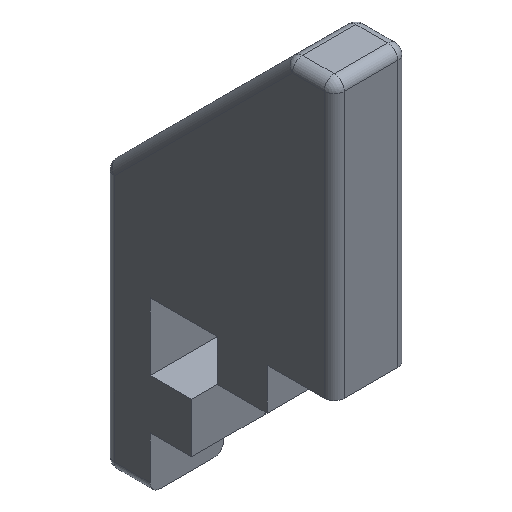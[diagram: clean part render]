
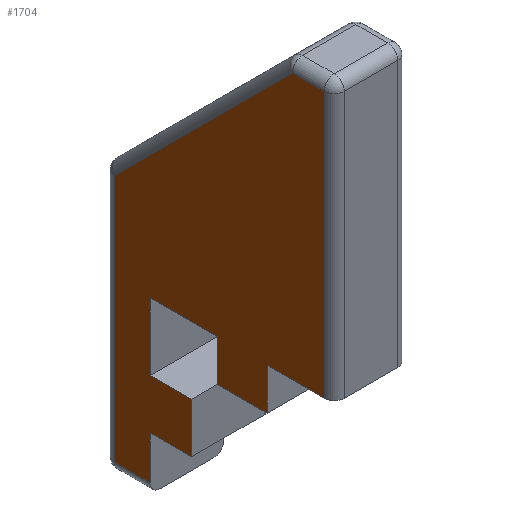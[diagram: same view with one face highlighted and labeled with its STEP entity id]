
A CAD part, isometric view. The second image highlights one B-rep face of the part: STEP entity #1704.
In plain terms, the highlighted planar face has unit normal (-1, 0, 0).
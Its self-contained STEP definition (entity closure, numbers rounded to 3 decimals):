
#54 = DIRECTION ( 'NONE',  ( 0., 0.707, -0.707 ) ) ;
#61 = VERTEX_POINT ( 'NONE', #634 ) ;
#77 = DIRECTION ( 'NONE',  ( 0., 1., 0. ) ) ;
#136 = VECTOR ( 'NONE', #921, 1000. ) ;
#163 = EDGE_CURVE ( 'NONE', #61, #2531, #1776, .T. ) ;
#296 = VECTOR ( 'NONE', #370, 1000. ) ;
#299 = DIRECTION ( 'NONE',  ( 0., -1., 0. ) ) ;
#341 = VECTOR ( 'NONE', #2301, 1000. ) ;
#370 = DIRECTION ( 'NONE',  ( 0., 0., 1. ) ) ;
#381 = VERTEX_POINT ( 'NONE', #1031 ) ;
#425 = VECTOR ( 'NONE', #2924, 1000. ) ;
#469 = CARTESIAN_POINT ( 'NONE',  ( 135., 10., -2.7 ) ) ;
#495 = VERTEX_POINT ( 'NONE', #1343 ) ;
#507 = CARTESIAN_POINT ( 'NONE',  ( 135., 10., -2.7 ) ) ;
#554 = CARTESIAN_POINT ( 'NONE',  ( 135., 13.9, 0. ) ) ;
#578 = ORIENTED_EDGE ( 'NONE', *, *, #2820, .T. ) ;
#601 = CARTESIAN_POINT ( 'NONE',  ( 135., -5.456, 38.9 ) ) ;
#634 = CARTESIAN_POINT ( 'NONE',  ( 135., 10., -7.4 ) ) ;
#662 = DIRECTION ( 'NONE',  ( 0., 0., 1. ) ) ;
#678 = VECTOR ( 'NONE', #299, 1000. ) ;
#690 = VECTOR ( 'NONE', #662, 1000. ) ;
#693 = ORIENTED_EDGE ( 'NONE', *, *, #2648, .T. ) ;
#695 = DIRECTION ( 'NONE',  ( 0., 1., 0. ) ) ;
#696 = ORIENTED_EDGE ( 'NONE', *, *, #2280, .T. ) ;
#699 = LINE ( 'NONE', #1381, #341 ) ;
#702 = VERTEX_POINT ( 'NONE', #2514 ) ;
#716 = ORIENTED_EDGE ( 'NONE', *, *, #767, .T. ) ;
#740 = DIRECTION ( 'NONE',  ( 0., -1., 0. ) ) ;
#767 = EDGE_CURVE ( 'NONE', #1161, #1235, #2198, .T. ) ;
#772 = VERTEX_POINT ( 'NONE', #864 ) ;
#807 = DIRECTION ( 'NONE',  ( 1., 0., 0. ) ) ;
#844 = DIRECTION ( 'NONE',  ( 0., 0., 1. ) ) ;
#858 = ORIENTED_EDGE ( 'NONE', *, *, #163, .T. ) ;
#864 = CARTESIAN_POINT ( 'NONE',  ( 135., 5.5, 2.7 ) ) ;
#873 = VERTEX_POINT ( 'NONE', #2050 ) ;
#879 = VECTOR ( 'NONE', #54, 1000. ) ;
#885 = ORIENTED_EDGE ( 'NONE', *, *, #1163, .T. ) ;
#921 = DIRECTION ( 'NONE',  ( 0., -1., 0. ) ) ;
#939 = CARTESIAN_POINT ( 'NONE',  ( 135., 13.9, 19.544 ) ) ;
#962 = LINE ( 'NONE', #1897, #1485 ) ;
#963 = ORIENTED_EDGE ( 'NONE', *, *, #1510, .T. ) ;
#1031 = CARTESIAN_POINT ( 'NONE',  ( 135., 5.5, -2.7 ) ) ;
#1043 = EDGE_CURVE ( 'NONE', #1494, #702, #1927, .T. ) ;
#1057 = VERTEX_POINT ( 'NONE', #2818 ) ;
#1119 = CARTESIAN_POINT ( 'NONE',  ( 135., 10., 2.7 ) ) ;
#1136 = CARTESIAN_POINT ( 'NONE',  ( 135., -2.7, 10. ) ) ;
#1139 = VECTOR ( 'NONE', #2495, 1000. ) ;
#1161 = VERTEX_POINT ( 'NONE', #1136 ) ;
#1163 = EDGE_CURVE ( 'NONE', #1057, #873, #2433, .T. ) ;
#1203 = LINE ( 'NONE', #1875, #2431 ) ;
#1233 = LINE ( 'NONE', #2797, #879 ) ;
#1235 = VERTEX_POINT ( 'NONE', #2268 ) ;
#1320 = LINE ( 'NONE', #2659, #2672 ) ;
#1330 = LINE ( 'NONE', #2515, #425 ) ;
#1343 = CARTESIAN_POINT ( 'NONE',  ( 135., 10., 2.7 ) ) ;
#1381 = CARTESIAN_POINT ( 'NONE',  ( 135., 10., 10. ) ) ;
#1427 = AXIS2_PLACEMENT_3D ( 'NONE', #2172, #807, #1699 ) ;
#1441 = ORIENTED_EDGE ( 'NONE', *, *, #2516, .T. ) ;
#1451 = ORIENTED_EDGE ( 'NONE', *, *, #1043, .T. ) ;
#1462 = CARTESIAN_POINT ( 'NONE',  ( 135., 10., 10. ) ) ;
#1485 = VECTOR ( 'NONE', #77, 1000. ) ;
#1488 = VECTOR ( 'NONE', #695, 1000. ) ;
#1494 = VERTEX_POINT ( 'NONE', #939 ) ;
#1510 = EDGE_CURVE ( 'NONE', #873, #1161, #1330, .T. ) ;
#1516 = VECTOR ( 'NONE', #2376, 1000. ) ;
#1530 = CARTESIAN_POINT ( 'NONE',  ( 135., 10., 2.7 ) ) ;
#1592 = CARTESIAN_POINT ( 'NONE',  ( 135., -2.7, 10. ) ) ;
#1699 = DIRECTION ( 'NONE',  ( 0., 0., -1. ) ) ;
#1701 = ORIENTED_EDGE ( 'NONE', *, *, #1982, .T. ) ;
#1704 = ADVANCED_FACE ( 'NONE', ( #2868 ), #2185, .F. ) ;
#1719 = DIRECTION ( 'NONE',  ( 0., 0., -1. ) ) ;
#1775 = VERTEX_POINT ( 'NONE', #1462 ) ;
#1776 = LINE ( 'NONE', #2275, #690 ) ;
#1825 = LINE ( 'NONE', #1119, #1488 ) ;
#1826 = VERTEX_POINT ( 'NONE', #2051 ) ;
#1863 = LINE ( 'NONE', #507, #678 ) ;
#1875 = CARTESIAN_POINT ( 'NONE',  ( 135., 0., -7.4 ) ) ;
#1897 = CARTESIAN_POINT ( 'NONE',  ( 135., 0., 38.9 ) ) ;
#1927 = LINE ( 'NONE', #554, #1516 ) ;
#1945 = EDGE_CURVE ( 'NONE', #1775, #2097, #699, .T. ) ;
#1953 = LINE ( 'NONE', #2447, #2285 ) ;
#1982 = EDGE_CURVE ( 'NONE', #1826, #2847, #962, .T. ) ;
#2033 = CARTESIAN_POINT ( 'NONE',  ( 135., 2.7, 5.5 ) ) ;
#2050 = CARTESIAN_POINT ( 'NONE',  ( 135., -2.7, 5.5 ) ) ;
#2051 = CARTESIAN_POINT ( 'NONE',  ( 135., -8.9, 38.9 ) ) ;
#2061 = ORIENTED_EDGE ( 'NONE', *, *, #1945, .T. ) ;
#2083 = EDGE_CURVE ( 'NONE', #2847, #1494, #1233, .T. ) ;
#2097 = VERTEX_POINT ( 'NONE', #2779 ) ;
#2129 = CARTESIAN_POINT ( 'NONE',  ( 135., -8.9, 0. ) ) ;
#2145 = DIRECTION ( 'NONE',  ( 0., 0., 1. ) ) ;
#2167 = LINE ( 'NONE', #1530, #296 ) ;
#2172 = CARTESIAN_POINT ( 'NONE',  ( 135., 0., 0. ) ) ;
#2185 = PLANE ( 'NONE',  #1427 ) ;
#2198 = LINE ( 'NONE', #1592, #1139 ) ;
#2268 = CARTESIAN_POINT ( 'NONE',  ( 135., -8.9, 10. ) ) ;
#2275 = CARTESIAN_POINT ( 'NONE',  ( 135., 10., -2.7 ) ) ;
#2280 = EDGE_CURVE ( 'NONE', #381, #772, #1953, .T. ) ;
#2285 = VECTOR ( 'NONE', #844, 1000. ) ;
#2301 = DIRECTION ( 'NONE',  ( 0., -1., 0. ) ) ;
#2323 = ORIENTED_EDGE ( 'NONE', *, *, #2373, .T. ) ;
#2332 = EDGE_CURVE ( 'NONE', #2097, #1057, #1320, .T. ) ;
#2363 = LINE ( 'NONE', #2129, #2678 ) ;
#2372 = ORIENTED_EDGE ( 'NONE', *, *, #2332, .T. ) ;
#2373 = EDGE_CURVE ( 'NONE', #495, #1775, #2167, .T. ) ;
#2376 = DIRECTION ( 'NONE',  ( 0., 0., -1. ) ) ;
#2428 = ORIENTED_EDGE ( 'NONE', *, *, #2083, .T. ) ;
#2431 = VECTOR ( 'NONE', #740, 1000. ) ;
#2433 = LINE ( 'NONE', #2033, #136 ) ;
#2447 = CARTESIAN_POINT ( 'NONE',  ( 135., 5.5, -2.7 ) ) ;
#2460 = EDGE_LOOP ( 'NONE', ( #716, #2698, #1701, #2428, #1451, #693, #858, #578, #696, #1441, #2323, #2061, #2372, #885, #963 ) ) ;
#2495 = DIRECTION ( 'NONE',  ( 0., -1., 0. ) ) ;
#2514 = CARTESIAN_POINT ( 'NONE',  ( 135., 13.9, -7.4 ) ) ;
#2515 = CARTESIAN_POINT ( 'NONE',  ( 135., -2.7, 5.5 ) ) ;
#2516 = EDGE_CURVE ( 'NONE', #772, #495, #1825, .T. ) ;
#2531 = VERTEX_POINT ( 'NONE', #469 ) ;
#2648 = EDGE_CURVE ( 'NONE', #702, #61, #1203, .T. ) ;
#2659 = CARTESIAN_POINT ( 'NONE',  ( 135., 2.7, 5.5 ) ) ;
#2672 = VECTOR ( 'NONE', #1719, 1000. ) ;
#2678 = VECTOR ( 'NONE', #2145, 1000. ) ;
#2698 = ORIENTED_EDGE ( 'NONE', *, *, #2905, .T. ) ;
#2779 = CARTESIAN_POINT ( 'NONE',  ( 135., 2.7, 10. ) ) ;
#2797 = CARTESIAN_POINT ( 'NONE',  ( 135., 16.722, 16.722 ) ) ;
#2818 = CARTESIAN_POINT ( 'NONE',  ( 135., 2.7, 5.5 ) ) ;
#2820 = EDGE_CURVE ( 'NONE', #2531, #381, #1863, .T. ) ;
#2847 = VERTEX_POINT ( 'NONE', #601 ) ;
#2868 = FACE_OUTER_BOUND ( 'NONE', #2460, .T. ) ;
#2905 = EDGE_CURVE ( 'NONE', #1235, #1826, #2363, .T. ) ;
#2924 = DIRECTION ( 'NONE',  ( 0., 0., 1. ) ) ;
